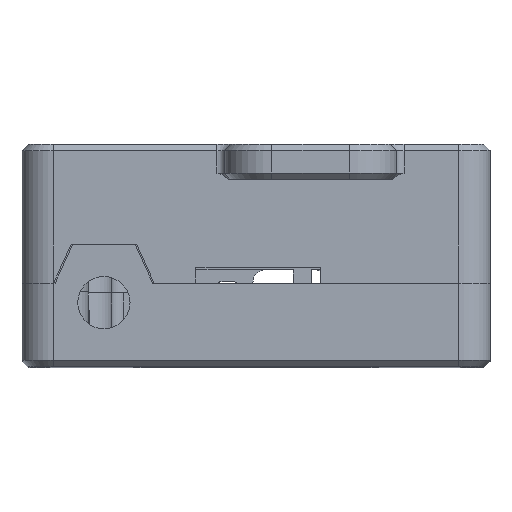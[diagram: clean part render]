
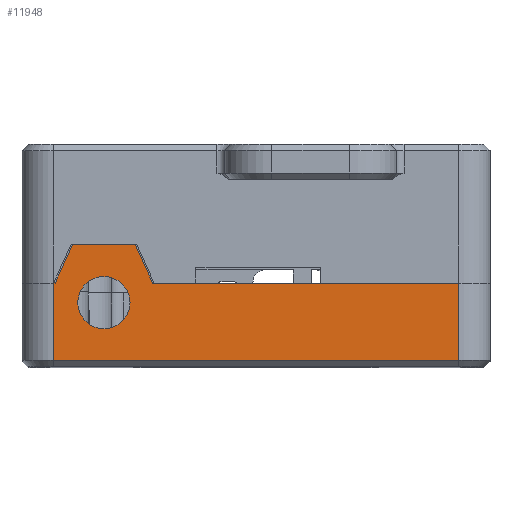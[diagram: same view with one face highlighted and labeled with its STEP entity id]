
A CAD part, top view. The second image highlights one B-rep face of the part: STEP entity #11948.
In plain terms, the highlighted planar face has unit normal (0, 0, 1).
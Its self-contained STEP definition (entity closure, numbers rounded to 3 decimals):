
#70=FACE_BOUND('',#1770,.T.);
#618=CIRCLE('',#12889,3.35);
#1073=FACE_OUTER_BOUND('',#1769,.T.);
#1769=EDGE_LOOP('',(#8667,#8668,#8669,#8670,#8671,#8672,#8673,#8674));
#1770=EDGE_LOOP('',(#8675));
#2391=LINE('',#17648,#3639);
#2428=LINE('',#17763,#3676);
#2718=LINE('',#18731,#3966);
#2719=LINE('',#18732,#3967);
#2720=LINE('',#18734,#3968);
#2721=LINE('',#18736,#3969);
#2722=LINE('',#18737,#3970);
#2723=LINE('',#18738,#3971);
#3639=VECTOR('',#13869,0.25);
#3676=VECTOR('',#13950,39.25);
#3966=VECTOR('',#14836,52.);
#3967=VECTOR('',#14837,9.9);
#3968=VECTOR('',#14838,5.483);
#3969=VECTOR('',#14839,8.);
#3970=VECTOR('',#14840,5.483);
#3971=VECTOR('',#14841,9.9);
#4895=VERTEX_POINT('',#17645);
#4896=VERTEX_POINT('',#17647);
#4951=VERTEX_POINT('',#17760);
#4952=VERTEX_POINT('',#17762);
#5330=VERTEX_POINT('',#18725);
#5331=VERTEX_POINT('',#18729);
#5332=VERTEX_POINT('',#18730);
#5333=VERTEX_POINT('',#18733);
#5334=VERTEX_POINT('',#18735);
#6057=EDGE_CURVE('',#4895,#4896,#2391,.T.);
#6113=EDGE_CURVE('',#4951,#4952,#2428,.T.);
#6595=EDGE_CURVE('',#5330,#5330,#618,.T.);
#6597=EDGE_CURVE('',#5331,#5332,#2718,.T.);
#6598=EDGE_CURVE('',#4952,#5331,#2719,.T.);
#6599=EDGE_CURVE('',#4951,#5333,#2720,.T.);
#6600=EDGE_CURVE('',#5333,#5334,#2721,.T.);
#6601=EDGE_CURVE('',#5334,#4896,#2722,.T.);
#6602=EDGE_CURVE('',#4895,#5332,#2723,.T.);
#8667=ORIENTED_EDGE('',*,*,#6597,.F.);
#8668=ORIENTED_EDGE('',*,*,#6598,.F.);
#8669=ORIENTED_EDGE('',*,*,#6113,.F.);
#8670=ORIENTED_EDGE('',*,*,#6599,.T.);
#8671=ORIENTED_EDGE('',*,*,#6600,.T.);
#8672=ORIENTED_EDGE('',*,*,#6601,.T.);
#8673=ORIENTED_EDGE('',*,*,#6057,.F.);
#8674=ORIENTED_EDGE('',*,*,#6602,.T.);
#8675=ORIENTED_EDGE('',*,*,#6595,.T.);
#11551=PLANE('',#12890);
#11948=ADVANCED_FACE('',(#1073,#70),#11551,.T.);
#12889=AXIS2_PLACEMENT_3D('',#18726,#14831,#14832);
#12890=AXIS2_PLACEMENT_3D('',#18728,#14834,#14835);
#13869=DIRECTION('',(1.,0.,0.));
#13950=DIRECTION('',(1.,0.,0.));
#14831=DIRECTION('center_axis',(0.,0.,-1.));
#14832=DIRECTION('ref_axis',(-1.,0.,0.));
#14834=DIRECTION('center_axis',(0.,0.,1.));
#14835=DIRECTION('ref_axis',(1.,0.,0.));
#14836=DIRECTION('',(-1.,0.,0.));
#14837=DIRECTION('',(0.,-1.,0.));
#14838=DIRECTION('',(-0.41,0.912,0.));
#14839=DIRECTION('',(-1.,0.,0.));
#14840=DIRECTION('',(-0.41,-0.912,0.));
#14841=DIRECTION('',(0.,-1.,0.));
#17645=CARTESIAN_POINT('',(-26.,0.,40.));
#17647=CARTESIAN_POINT('',(-25.75,0.,40.));
#17648=CARTESIAN_POINT('',(-26.,0.,40.));
#17760=CARTESIAN_POINT('',(-13.25,0.,40.));
#17762=CARTESIAN_POINT('',(26.,0.,40.));
#17763=CARTESIAN_POINT('',(-13.25,0.,40.));
#18725=CARTESIAN_POINT('',(-16.15,-2.5,40.));
#18726=CARTESIAN_POINT('Origin',(-19.5,-2.5,40.));
#18728=CARTESIAN_POINT('Origin',(-30.,0.,40.));
#18729=CARTESIAN_POINT('',(26.,-9.9,40.));
#18730=CARTESIAN_POINT('',(-26.,-9.9,40.));
#18731=CARTESIAN_POINT('',(26.,-9.9,40.));
#18732=CARTESIAN_POINT('',(26.,0.,40.));
#18733=CARTESIAN_POINT('',(-15.5,5.,40.));
#18734=CARTESIAN_POINT('',(-13.25,0.,40.));
#18735=CARTESIAN_POINT('',(-23.5,5.,40.));
#18736=CARTESIAN_POINT('',(-15.5,5.,40.));
#18737=CARTESIAN_POINT('',(-23.5,5.,40.));
#18738=CARTESIAN_POINT('',(-26.,0.,40.));
